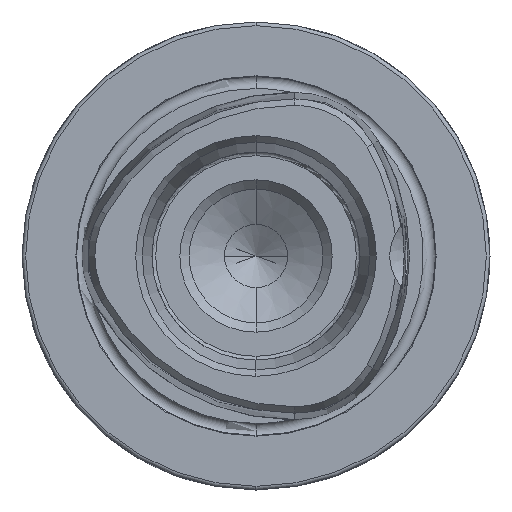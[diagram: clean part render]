
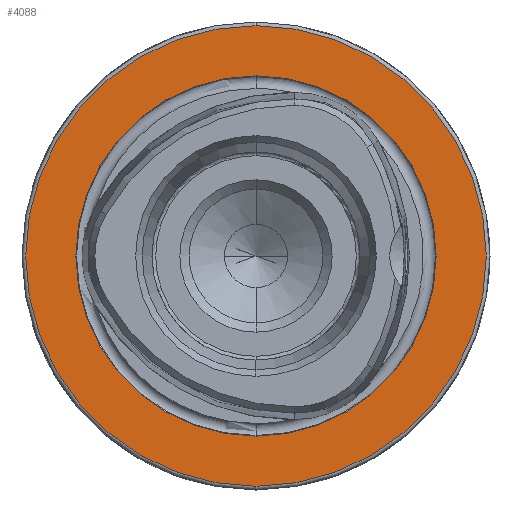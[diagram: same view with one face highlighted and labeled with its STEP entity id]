
A CAD part, left-side view. The second image highlights one B-rep face of the part: STEP entity #4088.
In plain terms, the highlighted planar face has unit normal (-1, 0, 0).
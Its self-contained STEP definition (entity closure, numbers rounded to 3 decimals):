
#369 = AXIS2_PLACEMENT_3D ( 'NONE', #6975, #8660, #6033 ) ;
#428 = CARTESIAN_POINT ( 'NONE',  ( 0., 0., 0. ) ) ;
#662 = ORIENTED_EDGE ( 'NONE', *, *, #2994, .T. ) ;
#1186 = VERTEX_POINT ( 'NONE', #7997 ) ;
#1289 = EDGE_CURVE ( 'NONE', #5431, #11500, #7867, .T. ) ;
#1423 = DIRECTION ( 'NONE',  ( 0., 0., 1. ) ) ;
#2017 = CARTESIAN_POINT ( 'NONE',  ( 0., 0., 31. ) ) ;
#2254 = DIRECTION ( 'NONE',  ( -1., 0., 0. ) ) ;
#2412 = DIRECTION ( 'NONE',  ( 0., 0., 1. ) ) ;
#2994 = EDGE_CURVE ( 'NONE', #9476, #1186, #10133, .T. ) ;
#4088 = ADVANCED_FACE ( 'NONE', ( #8013, #7429 ), #8812, .F. ) ;
#4362 = EDGE_LOOP ( 'NONE', ( #662, #8259 ) ) ;
#4446 = AXIS2_PLACEMENT_3D ( 'NONE', #7910, #9709, #2412 ) ;
#4688 = AXIS2_PLACEMENT_3D ( 'NONE', #9791, #11603, #7035 ) ;
#5232 = CARTESIAN_POINT ( 'NONE',  ( 0., 24.25, 0. ) ) ;
#5431 = VERTEX_POINT ( 'NONE', #6719 ) ;
#5462 = CARTESIAN_POINT ( 'NONE',  ( 0., 0., 24.25 ) ) ;
#5856 = ORIENTED_EDGE ( 'NONE', *, *, #10998, .F. ) ;
#6033 = DIRECTION ( 'NONE',  ( 0., 0., 1. ) ) ;
#6266 = EDGE_CURVE ( 'NONE', #1186, #9476, #7344, .T. ) ;
#6719 = CARTESIAN_POINT ( 'NONE',  ( 0., 0., -24.25 ) ) ;
#6975 = CARTESIAN_POINT ( 'NONE',  ( 0., 0., 0. ) ) ;
#7023 = DIRECTION ( 'NONE',  ( 0., 0., -1. ) ) ;
#7035 = DIRECTION ( 'NONE',  ( 0., 0., 1. ) ) ;
#7141 = CIRCLE ( 'NONE', #4688, 24.25 ) ;
#7344 = CIRCLE ( 'NONE', #369, 31. ) ;
#7351 = AXIS2_PLACEMENT_3D ( 'NONE', #428, #2254, #1423 ) ;
#7429 = FACE_OUTER_BOUND ( 'NONE', #4362, .T. ) ;
#7867 = CIRCLE ( 'NONE', #4446, 24.25 ) ;
#7910 = CARTESIAN_POINT ( 'NONE',  ( 0., 0., 0. ) ) ;
#7997 = CARTESIAN_POINT ( 'NONE',  ( 0., 0., -31. ) ) ;
#8013 = FACE_BOUND ( 'NONE', #8049, .T. ) ;
#8049 = EDGE_LOOP ( 'NONE', ( #5856, #10574 ) ) ;
#8259 = ORIENTED_EDGE ( 'NONE', *, *, #6266, .T. ) ;
#8660 = DIRECTION ( 'NONE',  ( -1., 0., 0. ) ) ;
#8812 = PLANE ( 'NONE',  #10395 ) ;
#9476 = VERTEX_POINT ( 'NONE', #2017 ) ;
#9709 = DIRECTION ( 'NONE',  ( -1., 0., 0. ) ) ;
#9741 = DIRECTION ( 'NONE',  ( 1., 0., 0. ) ) ;
#9791 = CARTESIAN_POINT ( 'NONE',  ( 0., 0., 0. ) ) ;
#10133 = CIRCLE ( 'NONE', #7351, 31. ) ;
#10395 = AXIS2_PLACEMENT_3D ( 'NONE', #5232, #9741, #7023 ) ;
#10574 = ORIENTED_EDGE ( 'NONE', *, *, #1289, .F. ) ;
#10998 = EDGE_CURVE ( 'NONE', #11500, #5431, #7141, .T. ) ;
#11500 = VERTEX_POINT ( 'NONE', #5462 ) ;
#11603 = DIRECTION ( 'NONE',  ( -1., 0., 0. ) ) ;
